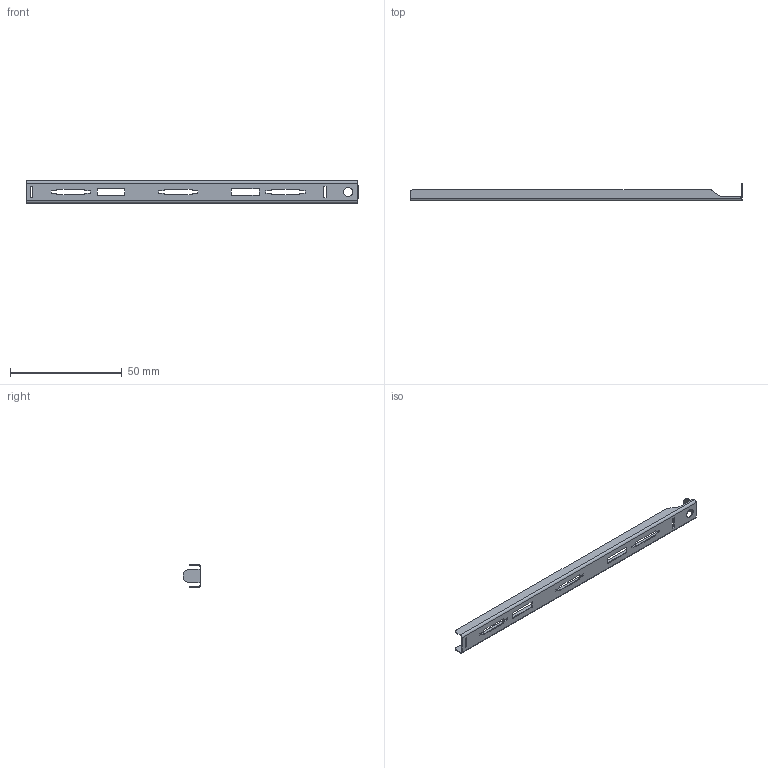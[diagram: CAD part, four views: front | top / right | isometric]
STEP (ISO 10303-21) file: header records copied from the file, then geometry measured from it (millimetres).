
FILE_DESCRIPTION((''),'2;1');
FILE_NAME('KT-3010_UP_FIXED_BAR_1','2018-12-05T',('tkl'),(''),'PRO/ENGINEER BY PARAMETRIC TECHNOLOGY CORPORATION, 2015070','PRO/ENGINEER BY PARAMETRIC TECHNOLOGY CORPORATION, 2015070','');
FILE_SCHEMA(('CONFIG_CONTROL_DESIGN'));
Length unit declared in the file: millimetre
Products named in the file (1): KT-3010_UP_FIXED_BAR_1
Bounding box: 148.4 x 8 x 10 mm (x, y, z)
Volume: 1001.9 mm3; surface area: 5233.7 mm2
Topology: 1 solids, 1 shells, 87 faces, 249 edges, 164 vertices
Faces by surface type: plane 71, cylinder 16
Entity records: 2879 total; most frequent: CARTESIAN_POINT 500, ORIENTED_EDGE 498, DIRECTION 457, EDGE_CURVE 249, VECTOR 215, LINE 215, VERTEX_POINT 164, AXIS2_PLACEMENT_3D 121
